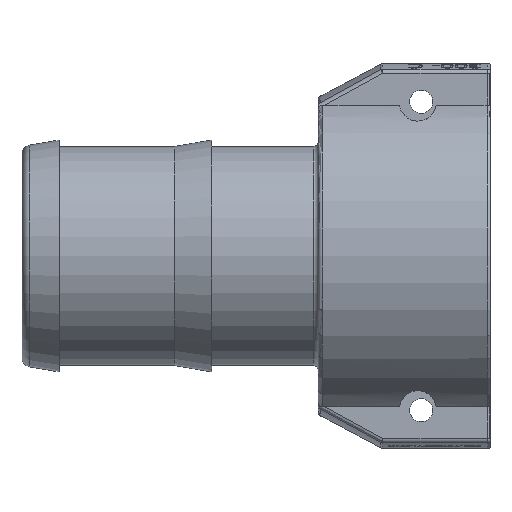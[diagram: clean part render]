
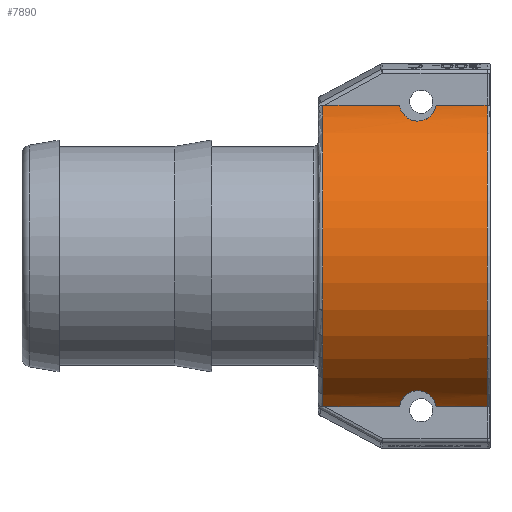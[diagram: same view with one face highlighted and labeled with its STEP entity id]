
A CAD part, top view. The second image highlights one B-rep face of the part: STEP entity #7890.
In plain terms, the highlighted cylindrical face has radius 55.245 mm (diameter 110.49 mm), a partial arc.
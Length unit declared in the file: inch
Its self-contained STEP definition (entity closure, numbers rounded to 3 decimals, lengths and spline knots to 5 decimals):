
#692=B_SPLINE_CURVE_WITH_KNOTS('',3,(#56114,#56115,#56116,#56117,#56118,
#56119,#56120,#56121,#56122,#56123,#56124,#56125,#56126,#56127,#56128,#56129,
#56130,#56131,#56132,#56133,#56134,#56135,#56136,#56137,#56138,#56139),
 .UNSPECIFIED.,.F.,.F.,(4,2,2,2,2,2,2,2,2,2,2,2,4),(0.98074,1.25303,
1.67071,1.90135,2.13199,2.26508,2.39817,
2.53126,2.66435,2.89499,3.12563,3.5433,
3.8156),.UNSPECIFIED.);
#693=B_SPLINE_CURVE_WITH_KNOTS('',3,(#56143,#56144,#56145,#56146),
 .UNSPECIFIED.,.F.,.F.,(4,4),(0.,0.08171),.UNSPECIFIED.);
#694=B_SPLINE_CURVE_WITH_KNOTS('',3,(#56150,#56151,#56152,#56153),
 .UNSPECIFIED.,.F.,.F.,(4,4),(0.18894,0.24816),
 .UNSPECIFIED.);
#695=B_SPLINE_CURVE_WITH_KNOTS('',3,(#56157,#56158,#56159,#56160,#56161,
#56162,#56163,#56164,#56165,#56166,#56167,#56168,#56169,#56170,#56171,#56172,
#56173,#56174,#56175,#56176,#56177,#56178,#56179,#56180,#56181,#56182),
 .UNSPECIFIED.,.F.,.F.,(4,2,2,2,2,2,2,2,2,2,2,2,4),(0.98074,1.25303,
1.67071,1.90135,2.13199,2.26508,2.39817,
2.53126,2.66435,2.89499,3.12563,3.5433,
3.8156),.UNSPECIFIED.);
#1376=FACE_OUTER_BOUND('',#1869,.T.);
#1869=EDGE_LOOP('',(#7106,#7107,#7108,#7109,#7110,#7111,#7112,#7113,#7114,
#7115));
#2385=LINE('',#56112,#2847);
#2386=LINE('',#56141,#2848);
#2387=LINE('',#56155,#2849);
#2388=LINE('',#56183,#2850);
#2847=VECTOR('',#9648,0.3937);
#2848=VECTOR('',#9649,0.3937);
#2849=VECTOR('',#9652,0.3937);
#2850=VECTOR('',#9653,0.3937);
#2903=CIRCLE('',#8050,2.175);
#3017=CIRCLE('',#8364,2.175);
#3107=VERTEX_POINT('',#9992);
#3109=VERTEX_POINT('',#10005);
#3792=VERTEX_POINT('',#56111);
#3793=VERTEX_POINT('',#56113);
#3794=VERTEX_POINT('',#56140);
#3795=VERTEX_POINT('',#56142);
#3796=VERTEX_POINT('',#56147);
#3797=VERTEX_POINT('',#56149);
#3798=VERTEX_POINT('',#56154);
#3799=VERTEX_POINT('',#56156);
#3909=EDGE_CURVE('',#3109,#3107,#2903,.T.);
#4927=EDGE_CURVE('',#3109,#3792,#2385,.T.);
#4928=EDGE_CURVE('',#3792,#3793,#692,.T.);
#4929=EDGE_CURVE('',#3793,#3794,#2386,.T.);
#4930=EDGE_CURVE('',#3794,#3795,#693,.T.);
#4931=EDGE_CURVE('',#3796,#3795,#3017,.F.);
#4932=EDGE_CURVE('',#3796,#3797,#694,.T.);
#4933=EDGE_CURVE('',#3797,#3798,#2387,.T.);
#4934=EDGE_CURVE('',#3798,#3799,#695,.T.);
#4935=EDGE_CURVE('',#3799,#3107,#2388,.T.);
#7106=ORIENTED_EDGE('',*,*,#3909,.F.);
#7107=ORIENTED_EDGE('',*,*,#4927,.T.);
#7108=ORIENTED_EDGE('',*,*,#4928,.T.);
#7109=ORIENTED_EDGE('',*,*,#4929,.T.);
#7110=ORIENTED_EDGE('',*,*,#4930,.T.);
#7111=ORIENTED_EDGE('',*,*,#4931,.F.);
#7112=ORIENTED_EDGE('',*,*,#4932,.T.);
#7113=ORIENTED_EDGE('',*,*,#4933,.T.);
#7114=ORIENTED_EDGE('',*,*,#4934,.T.);
#7115=ORIENTED_EDGE('',*,*,#4935,.T.);
#7489=CYLINDRICAL_SURFACE('',#8363,2.175);
#7890=ADVANCED_FACE('',(#1376),#7489,.T.);
#8050=AXIS2_PLACEMENT_3D('',#10014,#8598,#8599);
#8363=AXIS2_PLACEMENT_3D('',#56110,#9646,#9647);
#8364=AXIS2_PLACEMENT_3D('',#56148,#9650,#9651);
#8598=DIRECTION('center_axis',(1.,0.,0.));
#8599=DIRECTION('ref_axis',(0.,0.,1.));
#9646=DIRECTION('center_axis',(1.,0.,0.));
#9647=DIRECTION('ref_axis',(0.,1.,0.));
#9648=DIRECTION('',(-1.,0.,0.));
#9649=DIRECTION('',(-1.,0.,0.));
#9650=DIRECTION('center_axis',(1.,0.,0.));
#9651=DIRECTION('ref_axis',(0.,1.,0.));
#9652=DIRECTION('',(1.,0.,0.));
#9653=DIRECTION('',(1.,0.,0.));
#9992=CARTESIAN_POINT('',(2.28,-2.03508,0.7675));
#10005=CARTESIAN_POINT('',(2.28,2.03508,0.7675));
#10014=CARTESIAN_POINT('Origin',(2.28,0.,0.));
#56110=CARTESIAN_POINT('Origin',(1.17,0.,0.));
#56111=CARTESIAN_POINT('',(1.59255,2.03508,0.7675));
#56112=CARTESIAN_POINT('',(1.17,2.03508,0.7675));
#56113=CARTESIAN_POINT('',(1.09745,2.03508,0.7675));
#56114=CARTESIAN_POINT('Ctrl Pts',(1.59255,2.03508,0.7675));
#56115=CARTESIAN_POINT('Ctrl Pts',(1.59065,2.02159,0.80327));
#56116=CARTESIAN_POINT('Ctrl Pts',(1.58751,2.00728,0.83834));
#56117=CARTESIAN_POINT('Ctrl Pts',(1.5752,1.96958,0.92447));
#56118=CARTESIAN_POINT('Ctrl Pts',(1.56382,1.94538,0.97407));
#56119=CARTESIAN_POINT('Ctrl Pts',(1.53588,1.9077,1.04505));
#56120=CARTESIAN_POINT('Ctrl Pts',(1.52275,1.89283,1.07172));
#56121=CARTESIAN_POINT('Ctrl Pts',(1.48919,1.8646,1.12013));
#56122=CARTESIAN_POINT('Ctrl Pts',(1.46871,1.85126,1.14185));
#56123=CARTESIAN_POINT('Ctrl Pts',(1.43185,1.83511,1.16753));
#56124=CARTESIAN_POINT('Ctrl Pts',(1.41572,1.82956,1.17618));
#56125=CARTESIAN_POINT('Ctrl Pts',(1.38104,1.82198,1.18789));
#56126=CARTESIAN_POINT('Ctrl Pts',(1.36247,1.82,1.19089));
#56127=CARTESIAN_POINT('Ctrl Pts',(1.32753,1.82,1.19089));
#56128=CARTESIAN_POINT('Ctrl Pts',(1.30896,1.82198,1.18789));
#56129=CARTESIAN_POINT('Ctrl Pts',(1.27428,1.82956,1.17618));
#56130=CARTESIAN_POINT('Ctrl Pts',(1.25815,1.83511,1.16753));
#56131=CARTESIAN_POINT('Ctrl Pts',(1.22129,1.85126,1.14185));
#56132=CARTESIAN_POINT('Ctrl Pts',(1.20081,1.8646,1.12013));
#56133=CARTESIAN_POINT('Ctrl Pts',(1.16725,1.89283,1.07172));
#56134=CARTESIAN_POINT('Ctrl Pts',(1.15412,1.9077,1.04505));
#56135=CARTESIAN_POINT('Ctrl Pts',(1.12618,1.94538,0.97407));
#56136=CARTESIAN_POINT('Ctrl Pts',(1.1148,1.96958,0.92447));
#56137=CARTESIAN_POINT('Ctrl Pts',(1.10249,2.00728,0.83834));
#56138=CARTESIAN_POINT('Ctrl Pts',(1.09935,2.02159,0.80327));
#56139=CARTESIAN_POINT('Ctrl Pts',(1.09745,2.03508,0.7675));
#56140=CARTESIAN_POINT('',(0.09035,2.03508,0.7675));
#56141=CARTESIAN_POINT('',(1.17,2.03508,0.7675));
#56142=CARTESIAN_POINT('',(0.06,2.03584,0.7655));
#56143=CARTESIAN_POINT('Ctrl Pts',(0.09035,2.03509,
0.7675));
#56144=CARTESIAN_POINT('Ctrl Pts',(0.07963,2.03509,
0.7675));
#56145=CARTESIAN_POINT('Ctrl Pts',(0.06943,2.03534,
0.76681));
#56146=CARTESIAN_POINT('Ctrl Pts',(0.06,2.03584,
0.76549));
#56147=CARTESIAN_POINT('',(0.06,-2.03584,0.7655));
#56148=CARTESIAN_POINT('Origin',(0.06,0.,0.));
#56149=CARTESIAN_POINT('',(0.09035,-2.03508,0.7675));
#56150=CARTESIAN_POINT('Ctrl Pts',(0.06,-2.03584,
0.7655));
#56151=CARTESIAN_POINT('Ctrl Pts',(0.07,-2.03531,
0.76691));
#56152=CARTESIAN_POINT('Ctrl Pts',(0.08029,-2.03508,
0.7675));
#56153=CARTESIAN_POINT('Ctrl Pts',(0.09035,-2.03508,
0.7675));
#56154=CARTESIAN_POINT('',(1.09745,-2.03508,0.7675));
#56155=CARTESIAN_POINT('',(1.17,-2.03508,0.7675));
#56156=CARTESIAN_POINT('',(1.59255,-2.03508,0.7675));
#56157=CARTESIAN_POINT('Ctrl Pts',(1.09745,-2.03508,0.7675));
#56158=CARTESIAN_POINT('Ctrl Pts',(1.09935,-2.02159,0.80327));
#56159=CARTESIAN_POINT('Ctrl Pts',(1.10249,-2.00728,0.83834));
#56160=CARTESIAN_POINT('Ctrl Pts',(1.1148,-1.96958,0.92447));
#56161=CARTESIAN_POINT('Ctrl Pts',(1.12618,-1.94538,0.97407));
#56162=CARTESIAN_POINT('Ctrl Pts',(1.15412,-1.9077,1.04505));
#56163=CARTESIAN_POINT('Ctrl Pts',(1.16725,-1.89283,1.07172));
#56164=CARTESIAN_POINT('Ctrl Pts',(1.20081,-1.8646,1.12013));
#56165=CARTESIAN_POINT('Ctrl Pts',(1.22129,-1.85126,1.14185));
#56166=CARTESIAN_POINT('Ctrl Pts',(1.25815,-1.83511,1.16753));
#56167=CARTESIAN_POINT('Ctrl Pts',(1.27428,-1.82956,1.17618));
#56168=CARTESIAN_POINT('Ctrl Pts',(1.30896,-1.82198,1.18789));
#56169=CARTESIAN_POINT('Ctrl Pts',(1.32753,-1.82,1.19089));
#56170=CARTESIAN_POINT('Ctrl Pts',(1.36247,-1.82,1.19089));
#56171=CARTESIAN_POINT('Ctrl Pts',(1.38104,-1.82198,1.18789));
#56172=CARTESIAN_POINT('Ctrl Pts',(1.41572,-1.82956,1.17618));
#56173=CARTESIAN_POINT('Ctrl Pts',(1.43185,-1.83511,1.16753));
#56174=CARTESIAN_POINT('Ctrl Pts',(1.46871,-1.85126,1.14185));
#56175=CARTESIAN_POINT('Ctrl Pts',(1.48919,-1.8646,1.12013));
#56176=CARTESIAN_POINT('Ctrl Pts',(1.52275,-1.89283,1.07172));
#56177=CARTESIAN_POINT('Ctrl Pts',(1.53588,-1.9077,1.04505));
#56178=CARTESIAN_POINT('Ctrl Pts',(1.56382,-1.94538,0.97407));
#56179=CARTESIAN_POINT('Ctrl Pts',(1.5752,-1.96958,0.92447));
#56180=CARTESIAN_POINT('Ctrl Pts',(1.58751,-2.00728,0.83834));
#56181=CARTESIAN_POINT('Ctrl Pts',(1.59065,-2.02159,0.80327));
#56182=CARTESIAN_POINT('Ctrl Pts',(1.59255,-2.03508,0.7675));
#56183=CARTESIAN_POINT('',(1.17,-2.03508,0.7675));
